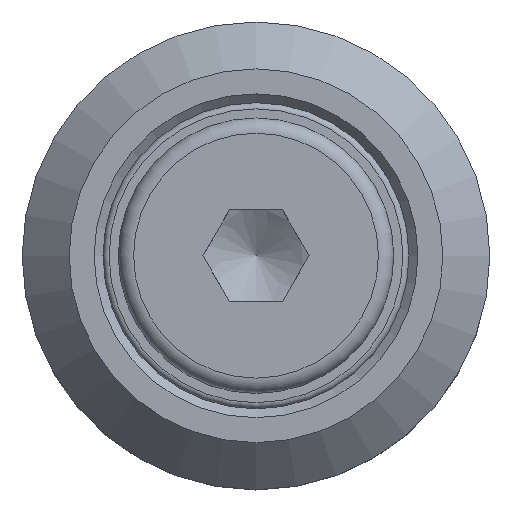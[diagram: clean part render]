
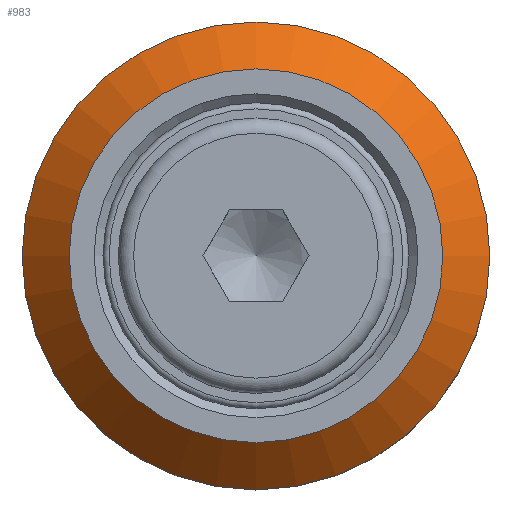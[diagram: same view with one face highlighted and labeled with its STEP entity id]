
A CAD part, top view. The second image highlights one B-rep face of the part: STEP entity #983.
In plain terms, the highlighted conical face has half-angle 45 degrees and reference radius 6.105 mm.
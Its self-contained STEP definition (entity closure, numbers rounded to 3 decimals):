
#137=CONICAL_SURFACE('',#1219,6.105,0.785);
#148=FACE_OUTER_BOUND('',#216,.T.);
#216=EDGE_LOOP('',(#696,#697,#698,#699,#700));
#303=LINE('',#1722,#350);
#350=VECTOR('',#1378,6.105);
#397=CIRCLE('',#1217,7.64);
#398=CIRCLE('',#1218,7.64);
#399=CIRCLE('',#1220,6.105);
#467=VERTEX_POINT('',#1715);
#468=VERTEX_POINT('',#1717);
#469=VERTEX_POINT('',#1721);
#557=EDGE_CURVE('',#468,#467,#397,.F.);
#558=EDGE_CURVE('',#467,#468,#398,.F.);
#559=EDGE_CURVE('',#468,#469,#303,.T.);
#560=EDGE_CURVE('',#469,#469,#399,.T.);
#696=ORIENTED_EDGE('',*,*,#558,.T.);
#697=ORIENTED_EDGE('',*,*,#559,.T.);
#698=ORIENTED_EDGE('',*,*,#560,.F.);
#699=ORIENTED_EDGE('',*,*,#559,.F.);
#700=ORIENTED_EDGE('',*,*,#557,.T.);
#983=ADVANCED_FACE('',(#148),#137,.T.);
#1217=AXIS2_PLACEMENT_3D('',#1718,#1372,#1373);
#1218=AXIS2_PLACEMENT_3D('',#1719,#1374,#1375);
#1219=AXIS2_PLACEMENT_3D('',#1720,#1376,#1377);
#1220=AXIS2_PLACEMENT_3D('',#1723,#1379,#1380);
#1372=DIRECTION('center_axis',(0.,0.,-1.));
#1373=DIRECTION('ref_axis',(-1.,0.,0.));
#1374=DIRECTION('center_axis',(0.,0.,-1.));
#1375=DIRECTION('ref_axis',(-1.,0.,0.));
#1376=DIRECTION('center_axis',(0.,0.,-1.));
#1377=DIRECTION('ref_axis',(1.,0.,0.));
#1378=DIRECTION('',(0.707,0.,0.707));
#1379=DIRECTION('center_axis',(0.,0.,1.));
#1380=DIRECTION('ref_axis',(1.,0.,0.));
#1715=CARTESIAN_POINT('',(7.64,0.,7.265));
#1717=CARTESIAN_POINT('',(-7.64,0.,7.265));
#1718=CARTESIAN_POINT('Origin',(0.,0.,7.265));
#1719=CARTESIAN_POINT('Origin',(0.,0.,7.265));
#1720=CARTESIAN_POINT('Origin',(0.,0.,8.8));
#1721=CARTESIAN_POINT('',(-6.105,0.,8.8));
#1722=CARTESIAN_POINT('',(-6.105,0.,8.8));
#1723=CARTESIAN_POINT('Origin',(0.,0.,8.8));
